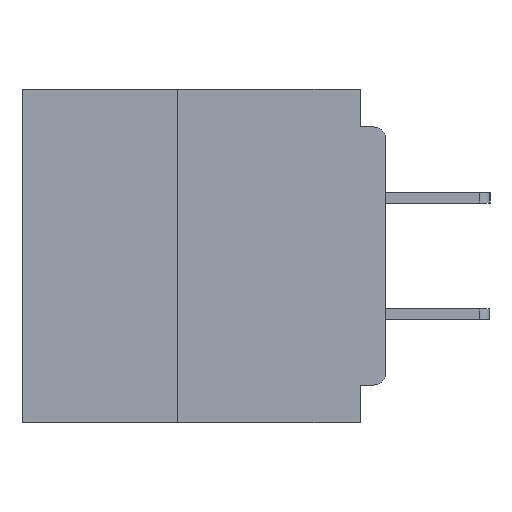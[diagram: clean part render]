
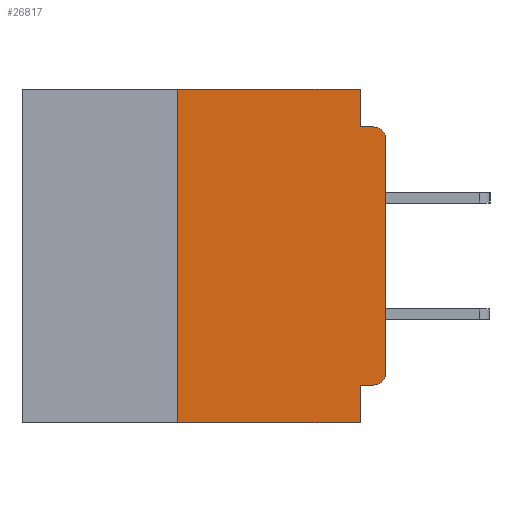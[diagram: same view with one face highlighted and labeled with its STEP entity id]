
A CAD part, left-side view. The second image highlights one B-rep face of the part: STEP entity #26817.
In plain terms, the highlighted planar face has unit normal (-1, 0, 0).
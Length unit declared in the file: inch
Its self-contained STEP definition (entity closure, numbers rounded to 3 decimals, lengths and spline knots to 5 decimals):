
#132 = CARTESIAN_POINT ( 'NONE',  ( 0., 0.031, -0.4 ) ) ;
#1899 = VERTEX_POINT ( 'NONE', #132 ) ;
#1992 = DIRECTION ( 'NONE',  ( 0., -1., 0. ) ) ;
#2366 = VECTOR ( 'NONE', #14574, 39.37008 ) ;
#2837 = CARTESIAN_POINT ( 'NONE',  ( 0., 0.437, -0.4 ) ) ;
#3849 = EDGE_CURVE ( 'NONE', #9965, #13822, #33760, .T. ) ;
#4306 = DIRECTION ( 'NONE',  ( 0., 0., -1. ) ) ;
#5782 = EDGE_LOOP ( 'NONE', ( #11967, #38897, #6420, #46690, #36563, #29487, #17550, #47510, #60819, #53784 ) ) ;
#6307 = VERTEX_POINT ( 'NONE', #51078 ) ;
#6420 = ORIENTED_EDGE ( 'NONE', *, *, #36119, .F. ) ;
#8420 = EDGE_CURVE ( 'NONE', #48815, #1899, #25209, .T. ) ;
#9965 = VERTEX_POINT ( 'NONE', #49688 ) ;
#10785 = DIRECTION ( 'NONE',  ( 0., 1., 0. ) ) ;
#10924 = CARTESIAN_POINT ( 'NONE',  ( 0., 0.25, 0. ) ) ;
#11967 = ORIENTED_EDGE ( 'NONE', *, *, #32486, .T. ) ;
#12563 = LINE ( 'NONE', #48842, #51180 ) ;
#12885 = CARTESIAN_POINT ( 'NONE',  ( 0., 0., -0.355 ) ) ;
#12902 = CARTESIAN_POINT ( 'NONE',  ( 0., 0.015, -0.06 ) ) ;
#13550 = DIRECTION ( 'NONE',  ( 0., 0., 1. ) ) ;
#13822 = VERTEX_POINT ( 'NONE', #36867 ) ;
#14574 = DIRECTION ( 'NONE',  ( 0., 0., 1. ) ) ;
#15396 = EDGE_CURVE ( 'NONE', #13822, #1899, #45558, .T. ) ;
#16176 = DIRECTION ( 'NONE',  ( -1., 0., 0. ) ) ;
#16187 = VECTOR ( 'NONE', #1992, 39.37008 ) ;
#17550 = ORIENTED_EDGE ( 'NONE', *, *, #8420, .T. ) ;
#17991 = DIRECTION ( 'NONE',  ( 0., 0., -1. ) ) ;
#18918 = EDGE_CURVE ( 'NONE', #33325, #6307, #26282, .T. ) ;
#21106 = VECTOR ( 'NONE', #61526, 39.37008 ) ;
#24149 = CARTESIAN_POINT ( 'NONE',  ( 0., 0.437, 0. ) ) ;
#25037 = CIRCLE ( 'NONE', #62738, 0.015 ) ;
#25209 = LINE ( 'NONE', #2837, #51871 ) ;
#26282 = LINE ( 'NONE', #28508, #64678 ) ;
#26493 = CARTESIAN_POINT ( 'NONE',  ( 0., 0.031, 0. ) ) ;
#26817 = ADVANCED_FACE ( 'NONE', ( #52511 ), #48938, .F. ) ;
#27040 = AXIS2_PLACEMENT_3D ( 'NONE', #12902, #48174, #17991 ) ;
#28104 = VERTEX_POINT ( 'NONE', #45661 ) ;
#28508 = CARTESIAN_POINT ( 'NONE',  ( 0., 0.437, 0. ) ) ;
#28720 = DIRECTION ( 'NONE',  ( 0., -1., 0. ) ) ;
#29487 = ORIENTED_EDGE ( 'NONE', *, *, #33834, .F. ) ;
#29723 = LINE ( 'NONE', #32408, #16187 ) ;
#30989 = LINE ( 'NONE', #49828, #2366 ) ;
#32252 = VECTOR ( 'NONE', #4306, 39.37008 ) ;
#32408 = CARTESIAN_POINT ( 'NONE',  ( 0., 0., -0.045 ) ) ;
#32486 = EDGE_CURVE ( 'NONE', #55650, #45737, #30989, .T. ) ;
#32625 = CARTESIAN_POINT ( 'NONE',  ( 0., 0.015, -0.045 ) ) ;
#33325 = VERTEX_POINT ( 'NONE', #10924 ) ;
#33760 = LINE ( 'NONE', #12885, #45485 ) ;
#33834 = EDGE_CURVE ( 'NONE', #48815, #33325, #12563, .T. ) ;
#34317 = DIRECTION ( 'NONE',  ( 0., 0., -1. ) ) ;
#34618 = LINE ( 'NONE', #26493, #21106 ) ;
#36119 = EDGE_CURVE ( 'NONE', #28104, #39554, #29723, .T. ) ;
#36563 = ORIENTED_EDGE ( 'NONE', *, *, #18918, .F. ) ;
#36867 = CARTESIAN_POINT ( 'NONE',  ( 0., 0.031, -0.355 ) ) ;
#38897 = ORIENTED_EDGE ( 'NONE', *, *, #61855, .T. ) ;
#39554 = VERTEX_POINT ( 'NONE', #32625 ) ;
#44096 = CARTESIAN_POINT ( 'NONE',  ( 0., 0., -0.06 ) ) ;
#45418 = CARTESIAN_POINT ( 'NONE',  ( 0., 0.25, -0.4 ) ) ;
#45485 = VECTOR ( 'NONE', #10785, 39.37008 ) ;
#45558 = LINE ( 'NONE', #59403, #32252 ) ;
#45661 = CARTESIAN_POINT ( 'NONE',  ( 0., 0.031, -0.045 ) ) ;
#45737 = VERTEX_POINT ( 'NONE', #44096 ) ;
#46367 = CARTESIAN_POINT ( 'NONE',  ( 0., 0.015, -0.34 ) ) ;
#46690 = ORIENTED_EDGE ( 'NONE', *, *, #61645, .F. ) ;
#47510 = ORIENTED_EDGE ( 'NONE', *, *, #15396, .F. ) ;
#48174 = DIRECTION ( 'NONE',  ( -1., 0., 0. ) ) ;
#48815 = VERTEX_POINT ( 'NONE', #45418 ) ;
#48842 = CARTESIAN_POINT ( 'NONE',  ( 0., 0.25, -0.4 ) ) ;
#48938 = PLANE ( 'NONE',  #61172 ) ;
#49688 = CARTESIAN_POINT ( 'NONE',  ( 0., 0.015, -0.355 ) ) ;
#49828 = CARTESIAN_POINT ( 'NONE',  ( 0., 0., 0. ) ) ;
#51078 = CARTESIAN_POINT ( 'NONE',  ( 0., 0.031, 0. ) ) ;
#51180 = VECTOR ( 'NONE', #13550, 39.37008 ) ;
#51394 = DIRECTION ( 'NONE',  ( 0., 0., -1. ) ) ;
#51871 = VECTOR ( 'NONE', #53146, 39.37008 ) ;
#52511 = FACE_OUTER_BOUND ( 'NONE', #5782, .T. ) ;
#53146 = DIRECTION ( 'NONE',  ( 0., -1., 0. ) ) ;
#53784 = ORIENTED_EDGE ( 'NONE', *, *, #62257, .T. ) ;
#55650 = VERTEX_POINT ( 'NONE', #58107 ) ;
#58107 = CARTESIAN_POINT ( 'NONE',  ( 0., 0., -0.34 ) ) ;
#59403 = CARTESIAN_POINT ( 'NONE',  ( 0., 0.031, -0.4 ) ) ;
#60819 = ORIENTED_EDGE ( 'NONE', *, *, #3849, .F. ) ;
#61172 = AXIS2_PLACEMENT_3D ( 'NONE', #24149, #64235, #34317 ) ;
#61526 = DIRECTION ( 'NONE',  ( 0., 0., -1. ) ) ;
#61645 = EDGE_CURVE ( 'NONE', #6307, #28104, #34618, .T. ) ;
#61855 = EDGE_CURVE ( 'NONE', #45737, #39554, #61935, .T. ) ;
#61935 = CIRCLE ( 'NONE', #27040, 0.015 ) ;
#62257 = EDGE_CURVE ( 'NONE', #9965, #55650, #25037, .T. ) ;
#62738 = AXIS2_PLACEMENT_3D ( 'NONE', #46367, #16176, #51394 ) ;
#64235 = DIRECTION ( 'NONE',  ( 1., 0., 0. ) ) ;
#64678 = VECTOR ( 'NONE', #28720, 39.37008 ) ;
